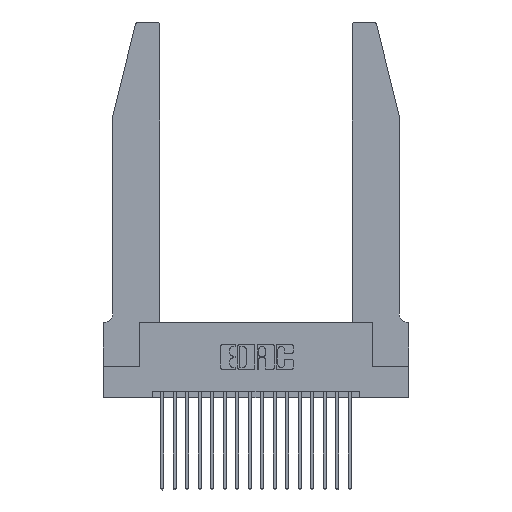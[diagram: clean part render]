
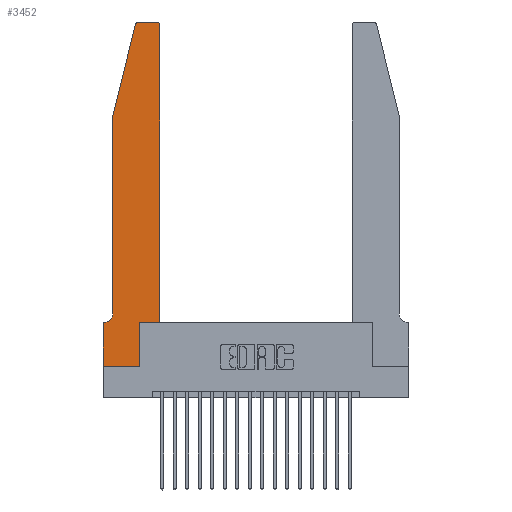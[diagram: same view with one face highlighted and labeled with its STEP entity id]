
A CAD part, top view. The second image highlights one B-rep face of the part: STEP entity #3452.
In plain terms, the highlighted planar face has unit normal (0, 0, 1).
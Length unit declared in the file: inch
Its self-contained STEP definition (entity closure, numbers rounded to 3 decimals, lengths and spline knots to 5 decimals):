
#105 = LINE ( 'NONE', #15379, #2375 ) ;
#389 = EDGE_CURVE ( 'NONE', #5881, #4855, #14164, .T. ) ;
#404 = DIRECTION ( 'NONE',  ( 1., 0., 0. ) ) ;
#457 = EDGE_CURVE ( 'NONE', #6324, #14527, #13678, .T. ) ;
#728 = DIRECTION ( 'NONE',  ( 1., 0., 0. ) ) ;
#1085 = VECTOR ( 'NONE', #14702, 39.37008 ) ;
#1180 = EDGE_CURVE ( 'NONE', #7279, #9667, #5589, .T. ) ;
#1297 = DIRECTION ( 'NONE',  ( 0., -1., 0. ) ) ;
#1509 = CARTESIAN_POINT ( 'NONE',  ( 0.0755, 2., 0.37 ) ) ;
#1618 = AXIS2_PLACEMENT_3D ( 'NONE', #19460, #17986, #404 ) ;
#1732 = DIRECTION ( 'NONE',  ( 0., 1., 0. ) ) ;
#2002 = CARTESIAN_POINT ( 'NONE',  ( 0.2865, 0.35, 0.37 ) ) ;
#2375 = VECTOR ( 'NONE', #7658, 39.37008 ) ;
#2676 = LINE ( 'NONE', #5309, #18252 ) ;
#2967 = EDGE_CURVE ( 'NONE', #4855, #6324, #11547, .T. ) ;
#2990 = VERTEX_POINT ( 'NONE', #18863 ) ;
#2996 = DIRECTION ( 'NONE',  ( 0., 0., -1. ) ) ;
#3289 = CARTESIAN_POINT ( 'NONE',  ( 0., 0.35, 0.37 ) ) ;
#3449 = CARTESIAN_POINT ( 'NONE',  ( 0., 0.35, 0.37 ) ) ;
#3452 = ADVANCED_FACE ( 'NONE', ( #6306 ), #4637, .T. ) ;
#3905 = VECTOR ( 'NONE', #12972, 39.37008 ) ;
#4230 = ORIENTED_EDGE ( 'NONE', *, *, #15800, .T. ) ;
#4637 = PLANE ( 'NONE',  #5372 ) ;
#4770 = DIRECTION ( 'NONE',  ( 0., 0., 1. ) ) ;
#4855 = VERTEX_POINT ( 'NONE', #14182 ) ;
#5065 = LINE ( 'NONE', #17320, #11825 ) ;
#5309 = CARTESIAN_POINT ( 'NONE',  ( 0.0755, 0.35, 0.37 ) ) ;
#5372 = AXIS2_PLACEMENT_3D ( 'NONE', #3289, #4770, #12807 ) ;
#5396 = CARTESIAN_POINT ( 'NONE',  ( 0., 0., 0.37 ) ) ;
#5443 = DIRECTION ( 'NONE',  ( 0., 0., 1. ) ) ;
#5589 = LINE ( 'NONE', #19512, #1085 ) ;
#5684 = ORIENTED_EDGE ( 'NONE', *, *, #389, .T. ) ;
#5823 = CARTESIAN_POINT ( 'NONE',  ( 0.4205, 2.75, 0.37 ) ) ;
#5881 = VERTEX_POINT ( 'NONE', #20483 ) ;
#6306 = FACE_OUTER_BOUND ( 'NONE', #16645, .T. ) ;
#6324 = VERTEX_POINT ( 'NONE', #8893 ) ;
#6436 = DIRECTION ( 'NONE',  ( 0., -1., 0. ) ) ;
#6472 = CIRCLE ( 'NONE', #1618, 0.03 ) ;
#6562 = CARTESIAN_POINT ( 'NONE',  ( 0.4505, 0.35, 0.37 ) ) ;
#6607 = EDGE_CURVE ( 'NONE', #9667, #2990, #19972, .T. ) ;
#7021 = AXIS2_PLACEMENT_3D ( 'NONE', #15086, #5443, #728 ) ;
#7279 = VERTEX_POINT ( 'NONE', #12949 ) ;
#7658 = DIRECTION ( 'NONE',  ( -1., 0., 0. ) ) ;
#7791 = CARTESIAN_POINT ( 'NONE',  ( 0.2865, 0., 0.37 ) ) ;
#8893 = CARTESIAN_POINT ( 'NONE',  ( 0.0755, 0.42, 0.37 ) ) ;
#8996 = DIRECTION ( 'NONE',  ( 1., 0., 0. ) ) ;
#9187 = EDGE_CURVE ( 'NONE', #14903, #15285, #5065, .T. ) ;
#9338 = CARTESIAN_POINT ( 'NONE',  ( 0.0755, 2., 0.37 ) ) ;
#9523 = LINE ( 'NONE', #2002, #16014 ) ;
#9656 = ORIENTED_EDGE ( 'NONE', *, *, #9187, .T. ) ;
#9667 = VERTEX_POINT ( 'NONE', #16877 ) ;
#9797 = ORIENTED_EDGE ( 'NONE', *, *, #15434, .T. ) ;
#9829 = VECTOR ( 'NONE', #1297, 39.37008 ) ;
#9921 = VECTOR ( 'NONE', #18878, 39.37008 ) ;
#10516 = CARTESIAN_POINT ( 'NONE',  ( 0., 0., 0.37 ) ) ;
#11200 = VERTEX_POINT ( 'NONE', #7791 ) ;
#11345 = CARTESIAN_POINT ( 'NONE',  ( 0.284, 2.75, 0.37 ) ) ;
#11467 = CARTESIAN_POINT ( 'NONE',  ( 0.0055, 0.35, 0.37 ) ) ;
#11511 = ORIENTED_EDGE ( 'NONE', *, *, #2967, .T. ) ;
#11547 = LINE ( 'NONE', #1509, #9829 ) ;
#11825 = VECTOR ( 'NONE', #6436, 39.37008 ) ;
#11856 = EDGE_CURVE ( 'NONE', #20461, #5881, #6472, .T. ) ;
#12216 = EDGE_CURVE ( 'NONE', #2990, #15476, #13450, .T. ) ;
#12265 = VECTOR ( 'NONE', #8996, 39.37008 ) ;
#12337 = EDGE_CURVE ( 'NONE', #14527, #14903, #2676, .T. ) ;
#12475 = ORIENTED_EDGE ( 'NONE', *, *, #11856, .T. ) ;
#12582 = CARTESIAN_POINT ( 'NONE',  ( 0.0055, 0.42, 0.37 ) ) ;
#12612 = ORIENTED_EDGE ( 'NONE', *, *, #12216, .T. ) ;
#12807 = DIRECTION ( 'NONE',  ( 1., 0., 0. ) ) ;
#12949 = CARTESIAN_POINT ( 'NONE',  ( 0.2865, 0.35, 0.37 ) ) ;
#12972 = DIRECTION ( 'NONE',  ( 0., 1., 0. ) ) ;
#13450 = CIRCLE ( 'NONE', #7021, 0.03 ) ;
#13500 = ORIENTED_EDGE ( 'NONE', *, *, #17957, .T. ) ;
#13678 = CIRCLE ( 'NONE', #15111, 0.07 ) ;
#14164 = LINE ( 'NONE', #9338, #9921 ) ;
#14182 = CARTESIAN_POINT ( 'NONE',  ( 0.0755, 2., 0.37 ) ) ;
#14527 = VERTEX_POINT ( 'NONE', #11467 ) ;
#14702 = DIRECTION ( 'NONE',  ( 1., 0., 0. ) ) ;
#14826 = ORIENTED_EDGE ( 'NONE', *, *, #457, .T. ) ;
#14903 = VERTEX_POINT ( 'NONE', #3449 ) ;
#14950 = DIRECTION ( 'NONE',  ( -1., 0., 0. ) ) ;
#15086 = CARTESIAN_POINT ( 'NONE',  ( 0.4205, 2.72, 0.37 ) ) ;
#15111 = AXIS2_PLACEMENT_3D ( 'NONE', #12582, #2996, #20433 ) ;
#15285 = VERTEX_POINT ( 'NONE', #5396 ) ;
#15379 = CARTESIAN_POINT ( 'NONE',  ( 0.2605, 2.75, 0.37 ) ) ;
#15434 = EDGE_CURVE ( 'NONE', #15285, #11200, #20344, .T. ) ;
#15476 = VERTEX_POINT ( 'NONE', #5823 ) ;
#15800 = EDGE_CURVE ( 'NONE', #11200, #7279, #9523, .T. ) ;
#15802 = ORIENTED_EDGE ( 'NONE', *, *, #1180, .T. ) ;
#15811 = ORIENTED_EDGE ( 'NONE', *, *, #6607, .T. ) ;
#16014 = VECTOR ( 'NONE', #1732, 39.37008 ) ;
#16645 = EDGE_LOOP ( 'NONE', ( #13500, #12475, #5684, #11511, #14826, #17059, #9656, #9797, #4230, #15802, #15811, #12612 ) ) ;
#16877 = CARTESIAN_POINT ( 'NONE',  ( 0.4505, 0.35, 0.37 ) ) ;
#17059 = ORIENTED_EDGE ( 'NONE', *, *, #12337, .T. ) ;
#17320 = CARTESIAN_POINT ( 'NONE',  ( 0., 0., 0.37 ) ) ;
#17957 = EDGE_CURVE ( 'NONE', #15476, #20461, #105, .T. ) ;
#17986 = DIRECTION ( 'NONE',  ( 0., 0., 1. ) ) ;
#18252 = VECTOR ( 'NONE', #14950, 39.37008 ) ;
#18863 = CARTESIAN_POINT ( 'NONE',  ( 0.4505, 2.72, 0.37 ) ) ;
#18878 = DIRECTION ( 'NONE',  ( -0.239, -0.971, 0. ) ) ;
#19460 = CARTESIAN_POINT ( 'NONE',  ( 0.284, 2.72, 0.37 ) ) ;
#19512 = CARTESIAN_POINT ( 'NONE',  ( 0.4505, 0.35, 0.37 ) ) ;
#19972 = LINE ( 'NONE', #6562, #3905 ) ;
#20344 = LINE ( 'NONE', #10516, #12265 ) ;
#20433 = DIRECTION ( 'NONE',  ( -1., 0., 0. ) ) ;
#20461 = VERTEX_POINT ( 'NONE', #11345 ) ;
#20483 = CARTESIAN_POINT ( 'NONE',  ( 0.25487, 2.72718, 0.37 ) ) ;
